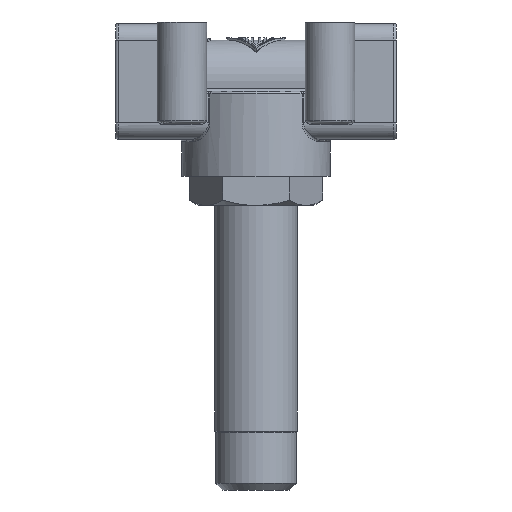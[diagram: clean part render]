
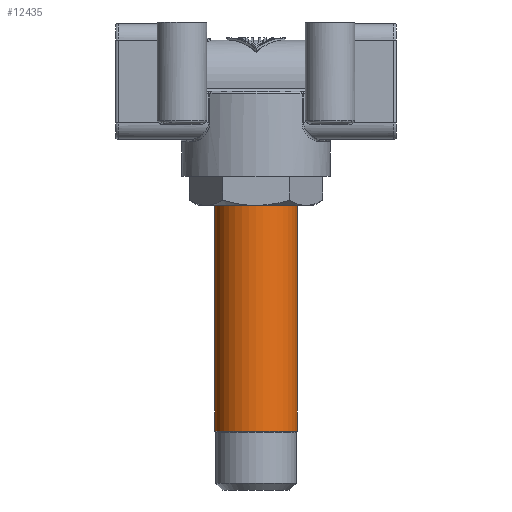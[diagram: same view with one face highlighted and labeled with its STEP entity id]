
A CAD part, front view. The second image highlights one B-rep face of the part: STEP entity #12435.
In plain terms, the highlighted cylindrical face has radius 5 mm (diameter 10 mm), a partial arc.
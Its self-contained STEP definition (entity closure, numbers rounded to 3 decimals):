
#11891=CARTESIAN_POINT('',(0.,8.5,0.));
#11892=DIRECTION('',(0.,1.,0.));
#11893=DIRECTION('',(1.,0.,0.));
#11894=AXIS2_PLACEMENT_3D('',#11891,#11892,#11893);
#12004=DIRECTION('',(0.,1.,0.));
#12005=VECTOR('',#12004,27.315);
#12006=CARTESIAN_POINT('',(5.,8.5,0.));
#12007=LINE('',#12006,#12005);
#12008=DIRECTION('',(0.,-1.,0.));
#12009=VECTOR('',#12008,27.315);
#12010=CARTESIAN_POINT('',(-5.,35.815,0.));
#12011=LINE('',#12010,#12009);
#12012=CARTESIAN_POINT('',(0.,35.815,0.));
#12013=DIRECTION('',(0.,-1.,0.));
#12014=DIRECTION('',(-1.,0.,0.));
#12015=AXIS2_PLACEMENT_3D('',#12012,#12013,#12014);
#12109=CARTESIAN_POINT('',(-5.,8.5,0.));
#12110=CARTESIAN_POINT('',(5.,8.5,0.));
#12111=VERTEX_POINT('',#12109);
#12112=VERTEX_POINT('',#12110);
#12113=CARTESIAN_POINT('',(5.,35.815,0.));
#12114=CARTESIAN_POINT('',(-5.,35.815,0.));
#12115=VERTEX_POINT('',#12113);
#12116=VERTEX_POINT('',#12114);
#12423=CARTESIAN_POINT('',(0.,36.361,0.));
#12424=DIRECTION('',(0.,-1.,0.));
#12425=DIRECTION('',(-1.,0.,0.));
#12426=AXIS2_PLACEMENT_3D('',#12423,#12424,#12425);
#12427=CYLINDRICAL_SURFACE('',#12426,5.);
#12428=ORIENTED_EDGE('',*,*,#12413,.T.);
#12430=ORIENTED_EDGE('',*,*,#12429,.F.);
#12431=ORIENTED_EDGE('',*,*,#12416,.T.);
#12432=ORIENTED_EDGE('',*,*,#12305,.F.);
#12433=EDGE_LOOP('',(#12428,#12430,#12431,#12432));
#12434=FACE_OUTER_BOUND('',#12433,.F.);
#11895=CIRCLE('',#11894,5.);
#12016=CIRCLE('',#12015,5.);
#12305=EDGE_CURVE('',#12112,#12111,#11895,.T.);
#12413=EDGE_CURVE('',#12112,#12115,#12007,.T.);
#12416=EDGE_CURVE('',#12116,#12111,#12011,.T.);
#12429=EDGE_CURVE('',#12116,#12115,#12016,.T.);
#12435=ADVANCED_FACE('',(#12434),#12427,.T.);
